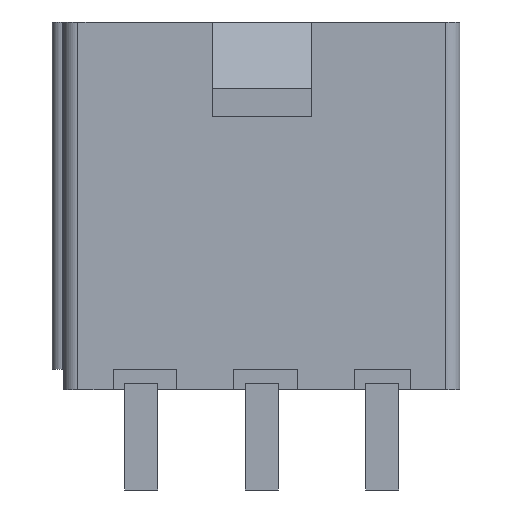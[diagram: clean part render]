
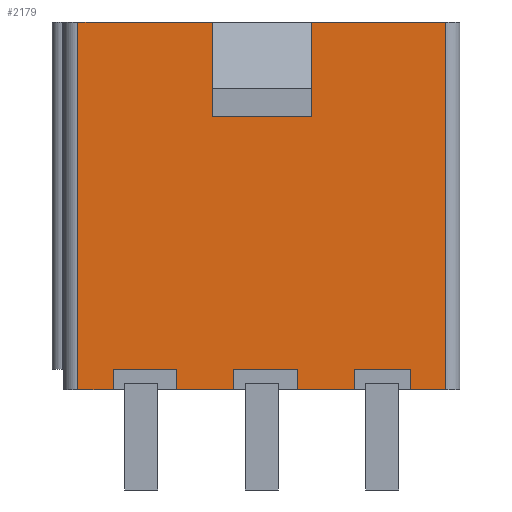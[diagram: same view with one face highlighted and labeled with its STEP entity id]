
A CAD part, front view. The second image highlights one B-rep face of the part: STEP entity #2179.
In plain terms, the highlighted planar face has unit normal (0, -1, 0).
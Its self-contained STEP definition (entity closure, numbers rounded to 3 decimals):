
#153=DIRECTION('',(1.,0.,0.));
#154=VECTOR('',#153,1.95);
#155=CARTESIAN_POINT('',(3.23,-4.875,-12.1));
#156=LINE('',#155,#154);
#169=DIRECTION('',(1.,0.,0.));
#170=VECTOR('',#169,2.21);
#171=CARTESIAN_POINT('',(-5.18,-4.875,-12.1));
#172=LINE('',#171,#170);
#185=DIRECTION('',(1.,0.,0.));
#186=VECTOR('',#185,2.2);
#187=CARTESIAN_POINT('',(-0.97,-4.875,-12.1));
#188=LINE('',#187,#186);
#289=DIRECTION('',(0.,0.,1.));
#290=VECTOR('',#289,0.7);
#291=CARTESIAN_POINT('',(-5.18,-4.875,-12.8));
#292=LINE('',#291,#290);
#333=DIRECTION('',(-1.,0.,0.));
#334=VECTOR('',#333,2.);
#335=CARTESIAN_POINT('',(3.23,-4.875,-12.8));
#336=LINE('',#335,#334);
#349=DIRECTION('',(0.,0.,1.));
#350=VECTOR('',#349,0.7);
#351=CARTESIAN_POINT('',(3.23,-4.875,-12.8));
#352=LINE('',#351,#350);
#353=DIRECTION('',(0.,0.,1.));
#354=VECTOR('',#353,0.7);
#355=CARTESIAN_POINT('',(-0.97,-4.875,-12.8));
#356=LINE('',#355,#354);
#357=DIRECTION('',(0.,0.,-1.));
#358=VECTOR('',#357,3.3);
#359=CARTESIAN_POINT('',(-1.725,-4.875,0.));
#360=LINE('',#359,#358);
#361=DIRECTION('',(1.,0.,0.));
#362=VECTOR('',#361,3.45);
#363=CARTESIAN_POINT('',(-1.725,-4.875,-3.3));
#364=LINE('',#363,#362);
#365=DIRECTION('',(0.,0.,-1.));
#366=VECTOR('',#365,3.3);
#367=CARTESIAN_POINT('',(1.725,-4.875,0.));
#368=LINE('',#367,#366);
#369=DIRECTION('',(0.,0.,1.));
#370=VECTOR('',#369,0.7);
#371=CARTESIAN_POINT('',(5.18,-4.875,-12.8));
#372=LINE('',#371,#370);
#381=DIRECTION('',(0.,0.,1.));
#382=VECTOR('',#381,0.7);
#383=CARTESIAN_POINT('',(1.23,-4.875,-12.8));
#384=LINE('',#383,#382);
#393=DIRECTION('',(0.,0.,1.));
#394=VECTOR('',#393,0.7);
#395=CARTESIAN_POINT('',(-2.97,-4.875,-12.8));
#396=LINE('',#395,#394);
#413=DIRECTION('',(-1.,0.,0.));
#414=VECTOR('',#413,2.);
#415=CARTESIAN_POINT('',(-0.97,-4.875,-12.8));
#416=LINE('',#415,#414);
#462=DIRECTION('',(1.,0.,0.));
#463=VECTOR('',#462,1.22);
#464=CARTESIAN_POINT('',(5.18,-4.875,-12.8));
#465=LINE('',#464,#463);
#513=DIRECTION('',(1.,0.,0.));
#514=VECTOR('',#513,1.22);
#515=CARTESIAN_POINT('',(-6.4,-4.875,-12.8));
#516=LINE('',#515,#514);
#577=DIRECTION('',(0.,0.,1.));
#578=VECTOR('',#577,12.8);
#579=CARTESIAN_POINT('',(6.4,-4.875,-12.8));
#580=LINE('',#579,#578);
#585=DIRECTION('',(1.,0.,0.));
#586=VECTOR('',#585,4.675);
#587=CARTESIAN_POINT('',(-6.4,-4.875,0.));
#588=LINE('',#587,#586);
#638=DIRECTION('',(1.,0.,0.));
#639=VECTOR('',#638,4.675);
#640=CARTESIAN_POINT('',(1.725,-4.875,0.));
#641=LINE('',#640,#639);
#794=DIRECTION('',(0.,0.,-1.));
#795=VECTOR('',#794,12.8);
#796=CARTESIAN_POINT('',(-6.4,-4.875,0.));
#797=LINE('',#796,#795);
#1368=CARTESIAN_POINT('',(-6.4,-4.875,0.));
#1369=VERTEX_POINT('',#1368);
#1370=CARTESIAN_POINT('',(6.4,-4.875,0.));
#1372=VERTEX_POINT('',#1370);
#1458=CARTESIAN_POINT('',(1.725,-4.875,0.));
#1459=CARTESIAN_POINT('',(-1.725,-4.875,0.));
#1460=VERTEX_POINT('',#1458);
#1461=VERTEX_POINT('',#1459);
#1462=CARTESIAN_POINT('',(-1.725,-4.875,-3.3));
#1463=VERTEX_POINT('',#1462);
#1464=CARTESIAN_POINT('',(1.725,-4.875,-3.3));
#1465=VERTEX_POINT('',#1464);
#1481=CARTESIAN_POINT('',(5.18,-4.875,-12.8));
#1483=VERTEX_POINT('',#1481);
#1484=CARTESIAN_POINT('',(6.4,-4.875,-12.8));
#1485=VERTEX_POINT('',#1484);
#1506=CARTESIAN_POINT('',(-6.4,-4.875,-12.8));
#1507=VERTEX_POINT('',#1506);
#1508=CARTESIAN_POINT('',(-5.18,-4.875,-12.8));
#1509=VERTEX_POINT('',#1508);
#1528=CARTESIAN_POINT('',(5.18,-4.875,-12.1));
#1529=VERTEX_POINT('',#1528);
#1532=CARTESIAN_POINT('',(-5.18,-4.875,-12.1));
#1533=VERTEX_POINT('',#1532);
#1542=CARTESIAN_POINT('',(-0.97,-4.875,-12.8));
#1543=CARTESIAN_POINT('',(-2.97,-4.875,-12.8));
#1544=VERTEX_POINT('',#1542);
#1545=VERTEX_POINT('',#1543);
#1558=CARTESIAN_POINT('',(-2.97,-4.875,-12.1));
#1560=VERTEX_POINT('',#1558);
#1564=CARTESIAN_POINT('',(-0.97,-4.875,-12.1));
#1565=VERTEX_POINT('',#1564);
#1574=CARTESIAN_POINT('',(3.23,-4.875,-12.8));
#1575=CARTESIAN_POINT('',(1.23,-4.875,-12.8));
#1576=VERTEX_POINT('',#1574);
#1577=VERTEX_POINT('',#1575);
#1590=CARTESIAN_POINT('',(1.23,-4.875,-12.1));
#1592=VERTEX_POINT('',#1590);
#1596=CARTESIAN_POINT('',(3.23,-4.875,-12.1));
#1597=VERTEX_POINT('',#1596);
#2137=CARTESIAN_POINT('',(-6.4,-4.875,0.));
#2138=DIRECTION('',(0.,-1.,0.));
#2139=DIRECTION('',(1.,0.,0.));
#2140=AXIS2_PLACEMENT_3D('',#2137,#2138,#2139);
#2141=PLANE('',#2140);
#2142=ORIENTED_EDGE('',*,*,#1856,.F.);
#2144=ORIENTED_EDGE('',*,*,#2143,.F.);
#2145=ORIENTED_EDGE('',*,*,#2126,.T.);
#2147=ORIENTED_EDGE('',*,*,#2146,.T.);
#2148=ORIENTED_EDGE('',*,*,#1872,.F.);
#2150=ORIENTED_EDGE('',*,*,#2149,.F.);
#2152=ORIENTED_EDGE('',*,*,#2151,.T.);
#2154=ORIENTED_EDGE('',*,*,#2153,.T.);
#2155=ORIENTED_EDGE('',*,*,#1864,.F.);
#2156=ORIENTED_EDGE('',*,*,#2027,.F.);
#2158=ORIENTED_EDGE('',*,*,#2157,.F.);
#2160=ORIENTED_EDGE('',*,*,#2159,.F.);
#2162=ORIENTED_EDGE('',*,*,#2161,.T.);
#2164=ORIENTED_EDGE('',*,*,#2163,.T.);
#2166=ORIENTED_EDGE('',*,*,#2165,.T.);
#2168=ORIENTED_EDGE('',*,*,#2167,.F.);
#2170=ORIENTED_EDGE('',*,*,#2169,.T.);
#2172=ORIENTED_EDGE('',*,*,#2171,.F.);
#2174=ORIENTED_EDGE('',*,*,#2173,.F.);
#2176=ORIENTED_EDGE('',*,*,#2175,.T.);
#2177=EDGE_LOOP('',(#2142,#2144,#2145,#2147,#2148,#2150,#2152,#2154,#2155,#2156,
#2158,#2160,#2162,#2164,#2166,#2168,#2170,#2172,#2174,#2176));
#2178=FACE_OUTER_BOUND('',#2177,.F.);
#2179=ADVANCED_FACE('',(#2178),#2141,.T.);
#1856=EDGE_CURVE('',#1597,#1529,#156,.T.);
#1864=EDGE_CURVE('',#1533,#1560,#172,.T.);
#1872=EDGE_CURVE('',#1565,#1592,#188,.T.);
#2027=EDGE_CURVE('',#1509,#1533,#292,.T.);
#2126=EDGE_CURVE('',#1576,#1577,#336,.T.);
#2143=EDGE_CURVE('',#1576,#1597,#352,.T.);
#2146=EDGE_CURVE('',#1577,#1592,#384,.T.);
#2149=EDGE_CURVE('',#1544,#1565,#356,.T.);
#2151=EDGE_CURVE('',#1544,#1545,#416,.T.);
#2153=EDGE_CURVE('',#1545,#1560,#396,.T.);
#2157=EDGE_CURVE('',#1507,#1509,#516,.T.);
#2159=EDGE_CURVE('',#1369,#1507,#797,.T.);
#2161=EDGE_CURVE('',#1369,#1461,#588,.T.);
#2163=EDGE_CURVE('',#1461,#1463,#360,.T.);
#2165=EDGE_CURVE('',#1463,#1465,#364,.T.);
#2167=EDGE_CURVE('',#1460,#1465,#368,.T.);
#2169=EDGE_CURVE('',#1460,#1372,#641,.T.);
#2171=EDGE_CURVE('',#1485,#1372,#580,.T.);
#2173=EDGE_CURVE('',#1483,#1485,#465,.T.);
#2175=EDGE_CURVE('',#1483,#1529,#372,.T.);
